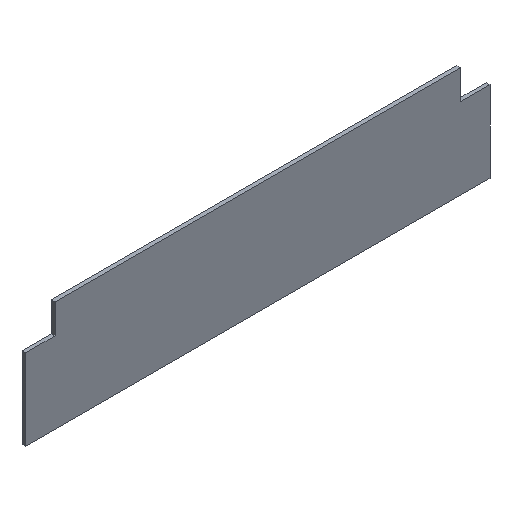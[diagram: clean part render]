
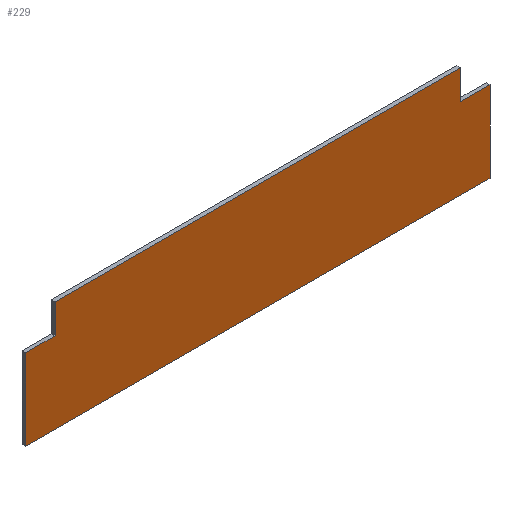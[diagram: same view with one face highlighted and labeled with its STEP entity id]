
A CAD part, isometric view. The second image highlights one B-rep face of the part: STEP entity #229.
In plain terms, the highlighted planar face has unit normal (0, -1, 0).
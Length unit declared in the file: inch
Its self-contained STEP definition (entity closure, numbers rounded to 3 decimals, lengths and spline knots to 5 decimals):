
#3 = ORIENTED_EDGE ( 'NONE', *, *, #253, .T. ) ;
#18 = ORIENTED_EDGE ( 'NONE', *, *, #89, .T. ) ;
#22 = LINE ( 'NONE', #214, #94 ) ;
#32 = ORIENTED_EDGE ( 'NONE', *, *, #322, .T. ) ;
#35 = ORIENTED_EDGE ( 'NONE', *, *, #116, .F. ) ;
#37 = VECTOR ( 'NONE', #110, 39.37008 ) ;
#40 = VERTEX_POINT ( 'NONE', #284 ) ;
#43 = CARTESIAN_POINT ( 'NONE',  ( -15.75, 0., -3.75 ) ) ;
#50 = EDGE_CURVE ( 'NONE', #40, #330, #70, .T. ) ;
#54 = VERTEX_POINT ( 'NONE', #85 ) ;
#60 = DIRECTION ( 'NONE',  ( -1., 0., 0. ) ) ;
#62 = CARTESIAN_POINT ( 'NONE',  ( 13.75, 0., 3.75 ) ) ;
#64 = VERTEX_POINT ( 'NONE', #183 ) ;
#66 = VERTEX_POINT ( 'NONE', #132 ) ;
#70 = LINE ( 'NONE', #308, #93 ) ;
#71 = VERTEX_POINT ( 'NONE', #258 ) ;
#82 = ORIENTED_EDGE ( 'NONE', *, *, #148, .F. ) ;
#83 = DIRECTION ( 'NONE',  ( 1., 0., 0. ) ) ;
#85 = CARTESIAN_POINT ( 'NONE',  ( 15.75, 0., -3.75 ) ) ;
#87 = DIRECTION ( 'NONE',  ( -1., 0., 0. ) ) ;
#89 = EDGE_CURVE ( 'NONE', #71, #330, #160, .T. ) ;
#90 = CARTESIAN_POINT ( 'NONE',  ( 15.75, 0., 3.75 ) ) ;
#93 = VECTOR ( 'NONE', #83, 39.37008 ) ;
#94 = VECTOR ( 'NONE', #60, 39.37008 ) ;
#105 = CARTESIAN_POINT ( 'NONE',  ( -13.75, 0., 3.75 ) ) ;
#109 = CARTESIAN_POINT ( 'NONE',  ( 0., 0., 0. ) ) ;
#110 = DIRECTION ( 'NONE',  ( 0., 0., -1. ) ) ;
#116 = EDGE_CURVE ( 'NONE', #282, #64, #234, .T. ) ;
#126 = EDGE_LOOP ( 'NONE', ( #3, #35, #82, #247, #154, #18, #303, #32 ) ) ;
#132 = CARTESIAN_POINT ( 'NONE',  ( 15.75, 0., 1.75 ) ) ;
#138 = EDGE_CURVE ( 'NONE', #66, #71, #149, .T. ) ;
#148 = EDGE_CURVE ( 'NONE', #54, #282, #22, .T. ) ;
#149 = LINE ( 'NONE', #215, #185 ) ;
#154 = ORIENTED_EDGE ( 'NONE', *, *, #138, .T. ) ;
#157 = CARTESIAN_POINT ( 'NONE',  ( -15.75, 0., 3.75 ) ) ;
#160 = LINE ( 'NONE', #321, #260 ) ;
#162 = CARTESIAN_POINT ( 'NONE',  ( -13.75, 0., 1.75 ) ) ;
#164 = CARTESIAN_POINT ( 'NONE',  ( -15.75, 0., 1.75 ) ) ;
#183 = CARTESIAN_POINT ( 'NONE',  ( -15.75, 0., 1.75 ) ) ;
#184 = LINE ( 'NONE', #105, #306 ) ;
#185 = VECTOR ( 'NONE', #186, 39.37008 ) ;
#186 = DIRECTION ( 'NONE',  ( -1., 0., 0. ) ) ;
#195 = DIRECTION ( 'NONE',  ( 0., 0., -1. ) ) ;
#214 = CARTESIAN_POINT ( 'NONE',  ( -15.75, 0., -3.75 ) ) ;
#215 = CARTESIAN_POINT ( 'NONE',  ( 15.75, 0., 1.75 ) ) ;
#216 = VECTOR ( 'NONE', #289, 39.37008 ) ;
#219 = DIRECTION ( 'NONE',  ( 0., -1., 0. ) ) ;
#228 = VECTOR ( 'NONE', #87, 39.37008 ) ;
#229 = ADVANCED_FACE ( 'NONE', ( #311 ), #246, .T. ) ;
#234 = LINE ( 'NONE', #157, #216 ) ;
#246 = PLANE ( 'NONE',  #329 ) ;
#247 = ORIENTED_EDGE ( 'NONE', *, *, #275, .F. ) ;
#253 = EDGE_CURVE ( 'NONE', #338, #64, #297, .T. ) ;
#258 = CARTESIAN_POINT ( 'NONE',  ( 13.75, 0., 1.75 ) ) ;
#260 = VECTOR ( 'NONE', #292, 39.37008 ) ;
#275 = EDGE_CURVE ( 'NONE', #66, #54, #291, .T. ) ;
#282 = VERTEX_POINT ( 'NONE', #43 ) ;
#284 = CARTESIAN_POINT ( 'NONE',  ( -13.75, 0., 3.75 ) ) ;
#289 = DIRECTION ( 'NONE',  ( 0., 0., 1. ) ) ;
#291 = LINE ( 'NONE', #90, #37 ) ;
#292 = DIRECTION ( 'NONE',  ( 0., 0., 1. ) ) ;
#296 = DIRECTION ( 'NONE',  ( 0., 0., -1. ) ) ;
#297 = LINE ( 'NONE', #164, #228 ) ;
#303 = ORIENTED_EDGE ( 'NONE', *, *, #50, .F. ) ;
#306 = VECTOR ( 'NONE', #195, 39.37008 ) ;
#308 = CARTESIAN_POINT ( 'NONE',  ( -15.75, 0., 3.75 ) ) ;
#311 = FACE_OUTER_BOUND ( 'NONE', #126, .T. ) ;
#321 = CARTESIAN_POINT ( 'NONE',  ( 13.75, 0., 3.75 ) ) ;
#322 = EDGE_CURVE ( 'NONE', #40, #338, #184, .T. ) ;
#329 = AXIS2_PLACEMENT_3D ( 'NONE', #109, #219, #296 ) ;
#330 = VERTEX_POINT ( 'NONE', #62 ) ;
#338 = VERTEX_POINT ( 'NONE', #162 ) ;
